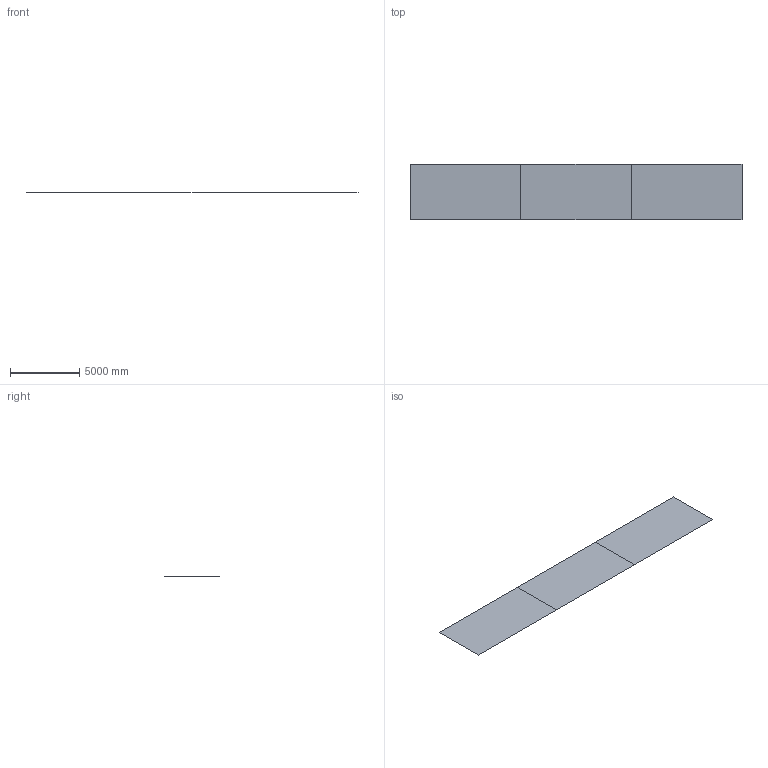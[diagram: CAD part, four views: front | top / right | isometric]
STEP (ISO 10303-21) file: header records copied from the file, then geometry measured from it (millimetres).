
FILE_DESCRIPTION(('CATIA V5 STEP Exchange'),'2;1');
FILE_NAME('Brücke_2.stp','2009-06-10T12:45:23+00:00',('none'),('none'),'CATIA Version 5 Release 18 GA (IN-10)','CATIA V5 STEP AP203','none');
FILE_SCHEMA(('CONFIG_CONTROL_DESIGN'));
Length unit declared in the file: millimetre
Products named in the file (1): Teil4
Bounding box: 24000 x 4000 x 0 mm (x, y, z)
Surface area: 96000000 mm2 (no closed solid volume)
Topology: 0 solids, 3 shells, 3 faces, 23 edges, 34 vertices
Faces by surface type: bspline 3
Entity records: 324 total; most frequent: CARTESIAN_POINT 142, ORIENTED_EDGE 12, B_SPLINE_CURVE_WITH_KNOTS 12, EDGE_CURVE 12, VERTEX_POINT 12, DIRECTION 11, COMPOSITE_CURVE 11, COMPOSITE_CURVE_SEGMENT 11
